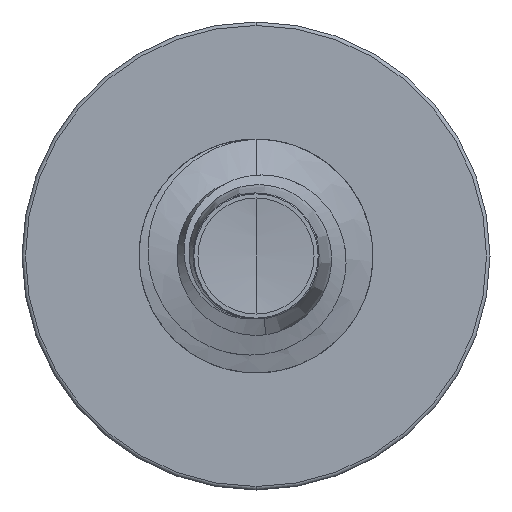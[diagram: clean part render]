
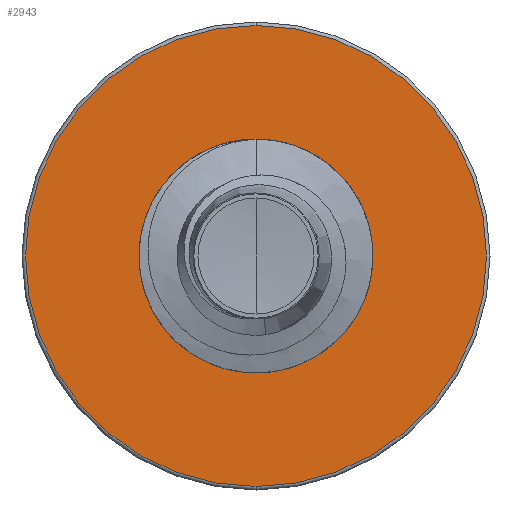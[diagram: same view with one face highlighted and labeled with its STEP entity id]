
A CAD part, front view. The second image highlights one B-rep face of the part: STEP entity #2943.
In plain terms, the highlighted planar face has unit normal (0, -1, 0).
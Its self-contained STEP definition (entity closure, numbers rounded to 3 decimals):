
#36 = CIRCLE ( 'NONE', #8343, 4.925 ) ;
#730 = DIRECTION ( 'NONE',  ( 0., 1., 0. ) ) ;
#762 = DIRECTION ( 'NONE',  ( 0., 0., 1. ) ) ;
#1366 = EDGE_CURVE ( 'NONE', #3775, #7735, #36, .T. ) ;
#2015 = CIRCLE ( 'NONE', #2489, 4.925 ) ;
#2049 = CARTESIAN_POINT ( 'NONE',  ( 0., 7., -4.925 ) ) ;
#2489 = AXIS2_PLACEMENT_3D ( 'NONE', #8712, #3299, #9626 ) ;
#2899 = FACE_BOUND ( 'NONE', #9592, .T. ) ;
#2943 = ADVANCED_FACE ( 'NONE', ( #5292, #2899 ), #11625, .F. ) ;
#3299 = DIRECTION ( 'NONE',  ( 0., 1., 0. ) ) ;
#3320 = CARTESIAN_POINT ( 'NONE',  ( 0., 7., 0. ) ) ;
#3473 = CARTESIAN_POINT ( 'NONE',  ( 0., 7., -2.415 ) ) ;
#3653 = CARTESIAN_POINT ( 'NONE',  ( 0., 7., 0. ) ) ;
#3775 = VERTEX_POINT ( 'NONE', #10261 ) ;
#4083 = ORIENTED_EDGE ( 'NONE', *, *, #11379, .T. ) ;
#4225 = DIRECTION ( 'NONE',  ( 0., 0., 1. ) ) ;
#4271 = AXIS2_PLACEMENT_3D ( 'NONE', #3473, #6192, #762 ) ;
#4318 = CARTESIAN_POINT ( 'NONE',  ( 0., 7., 2.415 ) ) ;
#4394 = VERTEX_POINT ( 'NONE', #4318 ) ;
#4399 = EDGE_CURVE ( 'NONE', #4394, #6468, #6013, .T. ) ;
#4555 = DIRECTION ( 'NONE',  ( 0., 0., 1. ) ) ;
#5292 = FACE_OUTER_BOUND ( 'NONE', #8726, .T. ) ;
#5895 = AXIS2_PLACEMENT_3D ( 'NONE', #3653, #9974, #4555 ) ;
#6013 = CIRCLE ( 'NONE', #10097, 2.415 ) ;
#6162 = CARTESIAN_POINT ( 'NONE',  ( 0., 7., 0. ) ) ;
#6192 = DIRECTION ( 'NONE',  ( 0., 1., 0. ) ) ;
#6468 = VERTEX_POINT ( 'NONE', #11225 ) ;
#6903 = ORIENTED_EDGE ( 'NONE', *, *, #9415, .F. ) ;
#7079 = DIRECTION ( 'NONE',  ( 0., 0., 1. ) ) ;
#7735 = VERTEX_POINT ( 'NONE', #2049 ) ;
#8343 = AXIS2_PLACEMENT_3D ( 'NONE', #3320, #9648, #4225 ) ;
#8712 = CARTESIAN_POINT ( 'NONE',  ( 0., 7., 0. ) ) ;
#8726 = EDGE_LOOP ( 'NONE', ( #9015, #6903 ) ) ;
#9015 = ORIENTED_EDGE ( 'NONE', *, *, #1366, .F. ) ;
#9089 = CIRCLE ( 'NONE', #5895, 2.415 ) ;
#9415 = EDGE_CURVE ( 'NONE', #7735, #3775, #2015, .T. ) ;
#9592 = EDGE_LOOP ( 'NONE', ( #10462, #4083 ) ) ;
#9626 = DIRECTION ( 'NONE',  ( 0., 0., 1. ) ) ;
#9648 = DIRECTION ( 'NONE',  ( 0., 1., 0. ) ) ;
#9974 = DIRECTION ( 'NONE',  ( 0., 1., 0. ) ) ;
#10097 = AXIS2_PLACEMENT_3D ( 'NONE', #6162, #730, #7079 ) ;
#10261 = CARTESIAN_POINT ( 'NONE',  ( 0., 7., 4.925 ) ) ;
#10462 = ORIENTED_EDGE ( 'NONE', *, *, #4399, .T. ) ;
#11225 = CARTESIAN_POINT ( 'NONE',  ( 0., 7., -2.415 ) ) ;
#11379 = EDGE_CURVE ( 'NONE', #6468, #4394, #9089, .T. ) ;
#11625 = PLANE ( 'NONE',  #4271 ) ;
